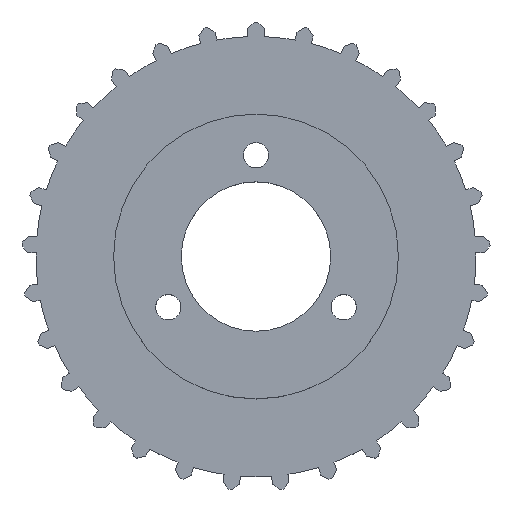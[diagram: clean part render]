
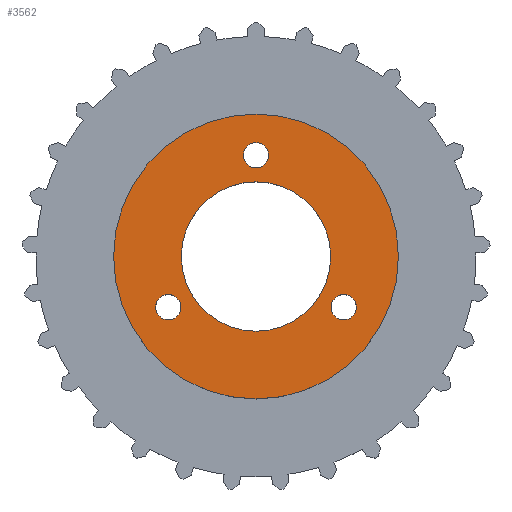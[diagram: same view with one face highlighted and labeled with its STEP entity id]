
A CAD part, top view. The second image highlights one B-rep face of the part: STEP entity #3562.
In plain terms, the highlighted planar face has unit normal (0, 0, 1).
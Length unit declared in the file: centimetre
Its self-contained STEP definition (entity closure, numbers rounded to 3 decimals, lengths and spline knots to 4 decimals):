
#1032=PLANE('',#3756);
#1182=VERTEX_POINT('',#4570);
#1184=VERTEX_POINT('',#4575);
#1186=VERTEX_POINT('',#4580);
#1188=VERTEX_POINT('',#4585);
#1189=VERTEX_POINT('',#4588);
#1542=CIRCLE('',#3743,0.1);
#1544=CIRCLE('',#3746,0.1);
#1546=CIRCLE('',#3749,0.1);
#1548=CIRCLE('',#3752,0.59);
#1549=CIRCLE('',#3754,1.125);
#1556=EDGE_CURVE('',#1182,#1182,#1542,.T.);
#1558=EDGE_CURVE('',#1184,#1184,#1544,.T.);
#1560=EDGE_CURVE('',#1186,#1186,#1546,.T.);
#1562=EDGE_CURVE('',#1188,#1188,#1548,.T.);
#1563=EDGE_CURVE('',#1189,#1189,#1549,.T.);
#2099=ORIENTED_EDGE('',*,*,#1556,.T.);
#2100=ORIENTED_EDGE('',*,*,#1558,.T.);
#2101=ORIENTED_EDGE('',*,*,#1560,.T.);
#2102=ORIENTED_EDGE('',*,*,#1562,.T.);
#2103=ORIENTED_EDGE('',*,*,#1563,.F.);
#3167=EDGE_LOOP('',(#2099));
#3168=EDGE_LOOP('',(#2100));
#3169=EDGE_LOOP('',(#2101));
#3170=EDGE_LOOP('',(#2102));
#3171=EDGE_LOOP('',(#2103));
#3367=FACE_BOUND('',#3167,.T.);
#3368=FACE_BOUND('',#3168,.T.);
#3369=FACE_BOUND('',#3169,.T.);
#3370=FACE_BOUND('',#3170,.T.);
#3371=FACE_BOUND('',#3171,.T.);
#3562=ADVANCED_FACE('',(#3367,#3368,#3369,#3370,#3371),#1032,.T.);
#3743=AXIS2_PLACEMENT_3D('',#4569,#3915,#3916);
#3746=AXIS2_PLACEMENT_3D('',#4574,#3921,#3922);
#3749=AXIS2_PLACEMENT_3D('',#4579,#3927,#3928);
#3752=AXIS2_PLACEMENT_3D('',#4584,#3933,#3934);
#3754=AXIS2_PLACEMENT_3D('',#4587,#3937,#3938);
#3756=AXIS2_PLACEMENT_3D('',#4591,#3941,$);
#3915=DIRECTION('',(0.,0.,-1.));
#3916=DIRECTION('',(-0.05,-0.087,0.));
#3921=DIRECTION('',(0.,0.,-1.));
#3922=DIRECTION('',(-0.05,0.087,0.));
#3927=DIRECTION('',(0.,0.,-1.));
#3928=DIRECTION('',(0.1,0.,0.));
#3933=DIRECTION('',(0.,0.,-1.));
#3934=DIRECTION('',(0.59,0.,0.));
#3937=DIRECTION('',(0.,0.,-1.));
#3938=DIRECTION('',(1.125,0.,0.));
#3941=DIRECTION('',(0.,0.,1.));
#4569=CARTESIAN_POINT('',(0.6928,-0.4,0.42));
#4570=CARTESIAN_POINT('',(0.7428,-0.3134,0.42));
#4574=CARTESIAN_POINT('',(-0.6928,-0.4,0.42));
#4575=CARTESIAN_POINT('',(-0.6428,-0.4866,0.42));
#4579=CARTESIAN_POINT('',(0.,0.8,0.42));
#4580=CARTESIAN_POINT('',(-0.1,0.8,0.42));
#4584=CARTESIAN_POINT('',(0.,0.,0.42));
#4585=CARTESIAN_POINT('',(-0.59,0.,0.42));
#4587=CARTESIAN_POINT('',(0.,0.,0.42));
#4588=CARTESIAN_POINT('',(1.125,0.,0.42));
#4591=CARTESIAN_POINT('',(0.,0.,0.42));
